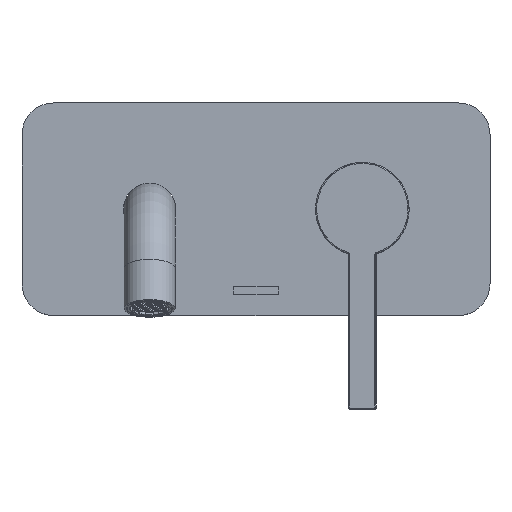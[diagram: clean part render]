
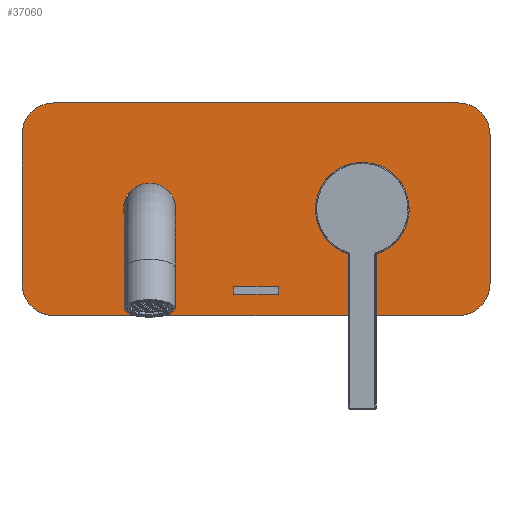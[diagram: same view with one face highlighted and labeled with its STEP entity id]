
A CAD part, top view. The second image highlights one B-rep face of the part: STEP entity #37060.
In plain terms, the highlighted planar face has unit normal (0, 0, 1).
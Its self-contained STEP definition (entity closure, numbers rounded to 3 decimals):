
#389 = VERTEX_POINT ( 'NONE', #28515 ) ;
#463 = VECTOR ( 'NONE', #5171, 1000. ) ;
#465 = ORIENTED_EDGE ( 'NONE', *, *, #23804, .F. ) ;
#485 = EDGE_CURVE ( 'NONE', #7364, #20573, #8302, .T. ) ;
#560 = VECTOR ( 'NONE', #7880, 1000. ) ;
#936 = CIRCLE ( 'NONE', #22181, 15. ) ;
#1679 = DIRECTION ( 'NONE',  ( -1., 0., 0. ) ) ;
#2746 = DIRECTION ( 'NONE',  ( 0., -1., 0. ) ) ;
#2754 = CIRCLE ( 'NONE', #34954, 15. ) ;
#2914 = DIRECTION ( 'NONE',  ( 0., 0., 1. ) ) ;
#3141 = VERTEX_POINT ( 'NONE', #20552 ) ;
#3501 = DIRECTION ( 'NONE',  ( 1., 0., 0. ) ) ;
#3894 = CARTESIAN_POINT ( 'NONE',  ( -73.781, -56.283, 68.5 ) ) ;
#4097 = EDGE_CURVE ( 'NONE', #13579, #17109, #4842, .T. ) ;
#4390 = ORIENTED_EDGE ( 'NONE', *, *, #34814, .T. ) ;
#4696 = VECTOR ( 'NONE', #3501, 1000. ) ;
#4842 = LINE ( 'NONE', #26267, #27347 ) ;
#4918 = CARTESIAN_POINT ( 'NONE',  ( -13.281, -16.283, 68.5 ) ) ;
#4940 = DIRECTION ( 'NONE',  ( -1., 0., 0. ) ) ;
#5171 = DIRECTION ( 'NONE',  ( 0., 1., 0. ) ) ;
#5299 = CARTESIAN_POINT ( 'NONE',  ( 31.719, -66.283, 68.5 ) ) ;
#5527 = CIRCLE ( 'NONE', #27049, 15. ) ;
#5867 = VERTEX_POINT ( 'NONE', #20290 ) ;
#5987 = EDGE_CURVE ( 'NONE', #5867, #7364, #19484, .T. ) ;
#6036 = DIRECTION ( 'NONE',  ( -1., 0., 0. ) ) ;
#6477 = ORIENTED_EDGE ( 'NONE', *, *, #4097, .F. ) ;
#7364 = VERTEX_POINT ( 'NONE', #3894 ) ;
#7749 = CARTESIAN_POINT ( 'NONE',  ( -158.281, 33.717, 68.5 ) ) ;
#7880 = DIRECTION ( 'NONE',  ( 1., 0., 0. ) ) ;
#8302 = LINE ( 'NONE', #28269, #463 ) ;
#9487 = CARTESIAN_POINT ( 'NONE',  ( -73.781, -52.683, 68.5 ) ) ;
#9872 = EDGE_CURVE ( 'NONE', #37108, #37890, #12349, .T. ) ;
#10196 = EDGE_LOOP ( 'NONE', ( #35241 ) ) ;
#10493 = DIRECTION ( 'NONE',  ( 0., 0., -1. ) ) ;
#10747 = VECTOR ( 'NONE', #2746, 1000. ) ;
#10797 = VECTOR ( 'NONE', #24255, 1000. ) ;
#12292 = CARTESIAN_POINT ( 'NONE',  ( 31.719, 18.717, 68.5 ) ) ;
#12332 = VERTEX_POINT ( 'NONE', #24308 ) ;
#12349 = LINE ( 'NONE', #29003, #34753 ) ;
#13579 = VERTEX_POINT ( 'NONE', #28948 ) ;
#13833 = PLANE ( 'NONE',  #23273 ) ;
#14397 = DIRECTION ( 'NONE',  ( 0., -1., 0. ) ) ;
#15149 = VERTEX_POINT ( 'NONE', #35277 ) ;
#15742 = LINE ( 'NONE', #31583, #560 ) ;
#16369 = VECTOR ( 'NONE', #1679, 1000. ) ;
#16595 = DIRECTION ( 'NONE',  ( 0., 0., 1. ) ) ;
#17109 = VERTEX_POINT ( 'NONE', #28986 ) ;
#17631 = CARTESIAN_POINT ( 'NONE',  ( -173.281, -51.283, 68.5 ) ) ;
#19018 = VERTEX_POINT ( 'NONE', #7749 ) ;
#19484 = LINE ( 'NONE', #33109, #10797 ) ;
#19670 = EDGE_CURVE ( 'NONE', #3141, #3141, #35224, .T. ) ;
#19726 = FACE_BOUND ( 'NONE', #21265, .T. ) ;
#19954 = VERTEX_POINT ( 'NONE', #5299 ) ;
#20283 = DIRECTION ( 'NONE',  ( 0., 1., 0. ) ) ;
#20290 = CARTESIAN_POINT ( 'NONE',  ( -52.781, -56.283, 68.5 ) ) ;
#20552 = CARTESIAN_POINT ( 'NONE',  ( -34.531, -16.283, 68.5 ) ) ;
#20573 = VERTEX_POINT ( 'NONE', #9487 ) ;
#20693 = FACE_OUTER_BOUND ( 'NONE', #23790, .T. ) ;
#20948 = ORIENTED_EDGE ( 'NONE', *, *, #5987, .T. ) ;
#21265 = EDGE_LOOP ( 'NONE', ( #20948, #29048, #26127, #31568 ) ) ;
#21294 = EDGE_CURVE ( 'NONE', #19954, #12332, #36524, .T. ) ;
#21562 = FACE_BOUND ( 'NONE', #23382, .T. ) ;
#22164 = CARTESIAN_POINT ( 'NONE',  ( 31.719, 33.717, 68.5 ) ) ;
#22181 = AXIS2_PLACEMENT_3D ( 'NONE', #12292, #30046, #30309 ) ;
#22221 = ORIENTED_EDGE ( 'NONE', *, *, #36399, .T. ) ;
#23273 = AXIS2_PLACEMENT_3D ( 'NONE', #4918, #25464, #34286 ) ;
#23382 = EDGE_LOOP ( 'NONE', ( #28036 ) ) ;
#23518 = LINE ( 'NONE', #24559, #4696 ) ;
#23522 = ORIENTED_EDGE ( 'NONE', *, *, #21294, .F. ) ;
#23588 = CARTESIAN_POINT ( 'NONE',  ( -158.281, -51.283, 68.5 ) ) ;
#23738 = DIRECTION ( 'NONE',  ( 0., 0., -1. ) ) ;
#23790 = EDGE_LOOP ( 'NONE', ( #6477, #4390, #465, #27987, #31957, #22221, #23522, #32834 ) ) ;
#23804 = EDGE_CURVE ( 'NONE', #19018, #35358, #23518, .T. ) ;
#24255 = DIRECTION ( 'NONE',  ( -1., 0., 0. ) ) ;
#24268 = EDGE_CURVE ( 'NONE', #15149, #15149, #31421, .T. ) ;
#24308 = CARTESIAN_POINT ( 'NONE',  ( -158.281, -66.283, 68.5 ) ) ;
#24559 = CARTESIAN_POINT ( 'NONE',  ( -173.281, 33.717, 68.5 ) ) ;
#24694 = CARTESIAN_POINT ( 'NONE',  ( -13.281, -16.283, 68.5 ) ) ;
#25464 = DIRECTION ( 'NONE',  ( 0., 0., -1. ) ) ;
#26057 = CARTESIAN_POINT ( 'NONE',  ( -113.281, -16.283, 68.5 ) ) ;
#26127 = ORIENTED_EDGE ( 'NONE', *, *, #31297, .T. ) ;
#26267 = CARTESIAN_POINT ( 'NONE',  ( 46.719, 33.717, 68.5 ) ) ;
#26755 = AXIS2_PLACEMENT_3D ( 'NONE', #30353, #33560, #4940 ) ;
#27049 = AXIS2_PLACEMENT_3D ( 'NONE', #34122, #16595, #36809 ) ;
#27347 = VECTOR ( 'NONE', #14397, 1000. ) ;
#27735 = AXIS2_PLACEMENT_3D ( 'NONE', #24694, #10493, #30836 ) ;
#27987 = ORIENTED_EDGE ( 'NONE', *, *, #33554, .T. ) ;
#28036 = ORIENTED_EDGE ( 'NONE', *, *, #24268, .T. ) ;
#28269 = CARTESIAN_POINT ( 'NONE',  ( -73.781, -16.283, 68.5 ) ) ;
#28447 = FACE_BOUND ( 'NONE', #10196, .T. ) ;
#28515 = CARTESIAN_POINT ( 'NONE',  ( -52.781, -52.683, 68.5 ) ) ;
#28948 = CARTESIAN_POINT ( 'NONE',  ( 46.719, 18.717, 68.5 ) ) ;
#28986 = CARTESIAN_POINT ( 'NONE',  ( 46.719, -51.283, 68.5 ) ) ;
#29003 = CARTESIAN_POINT ( 'NONE',  ( -173.281, -66.283, 68.5 ) ) ;
#29048 = ORIENTED_EDGE ( 'NONE', *, *, #485, .T. ) ;
#29292 = CARTESIAN_POINT ( 'NONE',  ( -52.781, -16.283, 68.5 ) ) ;
#30046 = DIRECTION ( 'NONE',  ( 0., 0., 1. ) ) ;
#30309 = DIRECTION ( 'NONE',  ( -1., 0., 0. ) ) ;
#30353 = CARTESIAN_POINT ( 'NONE',  ( -158.281, 18.717, 68.5 ) ) ;
#30836 = DIRECTION ( 'NONE',  ( -1., 0., 0. ) ) ;
#30858 = EDGE_CURVE ( 'NONE', #389, #5867, #31354, .T. ) ;
#31297 = EDGE_CURVE ( 'NONE', #20573, #389, #15742, .T. ) ;
#31354 = LINE ( 'NONE', #29292, #10747 ) ;
#31421 = CIRCLE ( 'NONE', #32370, 12.3 ) ;
#31568 = ORIENTED_EDGE ( 'NONE', *, *, #30858, .T. ) ;
#31583 = CARTESIAN_POINT ( 'NONE',  ( -13.281, -52.683, 68.5 ) ) ;
#31786 = CARTESIAN_POINT ( 'NONE',  ( -173.281, 18.717, 68.5 ) ) ;
#31957 = ORIENTED_EDGE ( 'NONE', *, *, #9872, .F. ) ;
#32272 = CIRCLE ( 'NONE', #26755, 15. ) ;
#32370 = AXIS2_PLACEMENT_3D ( 'NONE', #26057, #23738, #6036 ) ;
#32834 = ORIENTED_EDGE ( 'NONE', *, *, #37549, .T. ) ;
#33109 = CARTESIAN_POINT ( 'NONE',  ( -13.281, -56.283, 68.5 ) ) ;
#33554 = EDGE_CURVE ( 'NONE', #19018, #37890, #32272, .T. ) ;
#33560 = DIRECTION ( 'NONE',  ( 0., 0., 1. ) ) ;
#34122 = CARTESIAN_POINT ( 'NONE',  ( 31.719, -51.283, 68.5 ) ) ;
#34286 = DIRECTION ( 'NONE',  ( -1., 0., 0. ) ) ;
#34753 = VECTOR ( 'NONE', #20283, 1000. ) ;
#34814 = EDGE_CURVE ( 'NONE', #13579, #35358, #936, .T. ) ;
#34954 = AXIS2_PLACEMENT_3D ( 'NONE', #23588, #2914, #35349 ) ;
#35224 = CIRCLE ( 'NONE', #27735, 21.25 ) ;
#35241 = ORIENTED_EDGE ( 'NONE', *, *, #19670, .T. ) ;
#35277 = CARTESIAN_POINT ( 'NONE',  ( -125.581, -16.283, 68.5 ) ) ;
#35349 = DIRECTION ( 'NONE',  ( -1., 0., 0. ) ) ;
#35358 = VERTEX_POINT ( 'NONE', #22164 ) ;
#36399 = EDGE_CURVE ( 'NONE', #37108, #12332, #2754, .T. ) ;
#36524 = LINE ( 'NONE', #36667, #16369 ) ;
#36667 = CARTESIAN_POINT ( 'NONE',  ( 46.719, -66.283, 68.5 ) ) ;
#36809 = DIRECTION ( 'NONE',  ( -1., 0., 0. ) ) ;
#37060 = ADVANCED_FACE ( 'NONE', ( #19726, #21562, #28447, #20693 ), #13833, .F. ) ;
#37108 = VERTEX_POINT ( 'NONE', #17631 ) ;
#37549 = EDGE_CURVE ( 'NONE', #19954, #17109, #5527, .T. ) ;
#37890 = VERTEX_POINT ( 'NONE', #31786 ) ;
